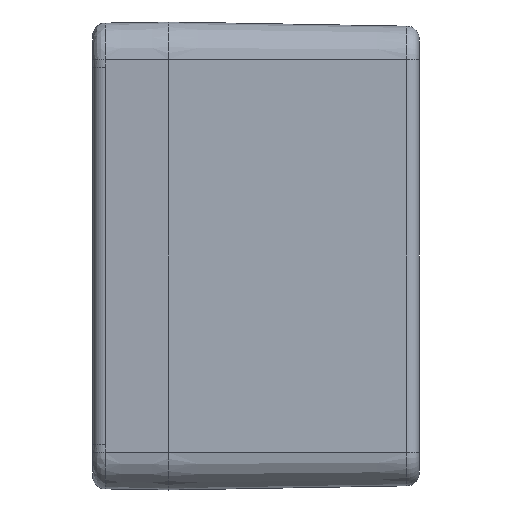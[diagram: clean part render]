
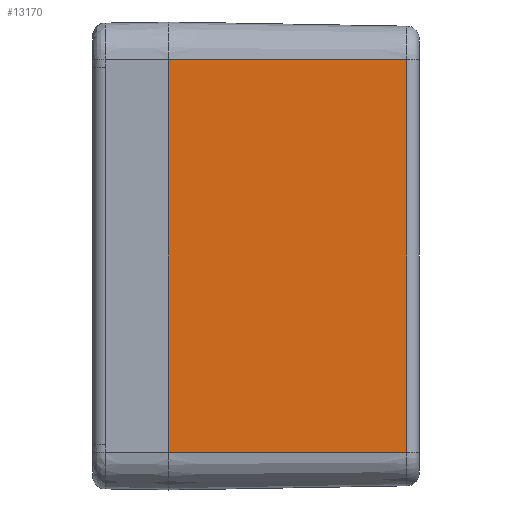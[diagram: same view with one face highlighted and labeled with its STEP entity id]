
A CAD part, left-side view. The second image highlights one B-rep face of the part: STEP entity #13170.
In plain terms, the highlighted planar face has unit normal (-1, -0.018, 0).
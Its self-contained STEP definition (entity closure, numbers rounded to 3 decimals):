
#113 = CARTESIAN_POINT ( 'NONE',  ( -39.8, 40., 31.3 ) ) ;
#172 = DIRECTION ( 'NONE',  ( 0., 0., 1. ) ) ;
#173 = VECTOR ( 'NONE', #172, 1000. ) ;
#174 = CARTESIAN_POINT ( 'NONE',  ( -39.8, 40., -37.3 ) ) ;
#175 = LINE ( 'NONE', #174, #173 ) ;
#176 = CARTESIAN_POINT ( 'NONE',  ( -39.8, 40., -31.3 ) ) ;
#308 = DIRECTION ( 'NONE',  ( -0.017, 1., 0. ) ) ;
#309 = VECTOR ( 'NONE', #308, 1000. ) ;
#310 = CARTESIAN_POINT ( 'NONE',  ( -39.8, 40., 31.3 ) ) ;
#311 = LINE ( 'NONE', #310, #309 ) ;
#312 = CARTESIAN_POINT ( 'NONE',  ( -39.136, 1.965, 31.3 ) ) ;
#313 = DIRECTION ( 'NONE',  ( 0., 0., 1. ) ) ;
#314 = VECTOR ( 'NONE', #313, 1000. ) ;
#315 = CARTESIAN_POINT ( 'NONE',  ( -39.136, 1.965, -37.3 ) ) ;
#316 = LINE ( 'NONE', #315, #314 ) ;
#317 = CARTESIAN_POINT ( 'NONE',  ( -39.136, 1.965, -31.3 ) ) ;
#318 = DIRECTION ( 'NONE',  ( 0.017, -1., 0. ) ) ;
#319 = VECTOR ( 'NONE', #318, 1000. ) ;
#320 = CARTESIAN_POINT ( 'NONE',  ( -39.8, 40., -31.3 ) ) ;
#321 = LINE ( 'NONE', #320, #319 ) ;
#322 = DIRECTION ( 'NONE',  ( 0.017, -1., 0. ) ) ;
#323 = DIRECTION ( 'NONE',  ( -1., -0.017, 0. ) ) ;
#324 = CARTESIAN_POINT ( 'NONE',  ( -39.8, 40., -37.3 ) ) ;
#325 = AXIS2_PLACEMENT_3D ( 'NONE', #324, #323, #322 ) ;
#326 = PLANE ( 'NONE',  #325 ) ;
#327 = FACE_OUTER_BOUND ( 'NONE', #13171, .T. ) ;
#13068 = VERTEX_POINT ( 'NONE', #113 ) ;
#13094 = VERTEX_POINT ( 'NONE', #176 ) ;
#13096 = EDGE_CURVE ( 'NONE', #13094, #13068, #175, .T. ) ;
#13170 = ADVANCED_FACE ( 'NONE', ( #327 ), #326, .T. ) ;
#13171 = EDGE_LOOP ( 'NONE', ( #13172, #13175, #13178, #13180 ) ) ;
#13172 = ORIENTED_EDGE ( 'NONE', *, *, #13173, .T. ) ;
#13173 = EDGE_CURVE ( 'NONE', #13094, #13174, #321, .T. ) ;
#13174 = VERTEX_POINT ( 'NONE', #317 ) ;
#13175 = ORIENTED_EDGE ( 'NONE', *, *, #13176, .T. ) ;
#13176 = EDGE_CURVE ( 'NONE', #13174, #13177, #316, .T. ) ;
#13177 = VERTEX_POINT ( 'NONE', #312 ) ;
#13178 = ORIENTED_EDGE ( 'NONE', *, *, #13179, .T. ) ;
#13179 = EDGE_CURVE ( 'NONE', #13177, #13068, #311, .T. ) ;
#13180 = ORIENTED_EDGE ( 'NONE', *, *, #13096, .F. ) ;
